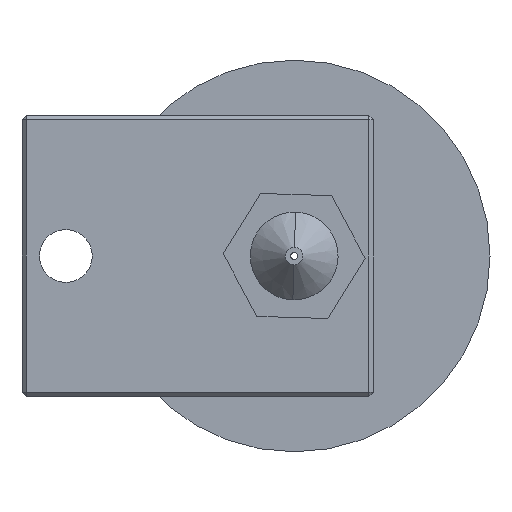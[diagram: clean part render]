
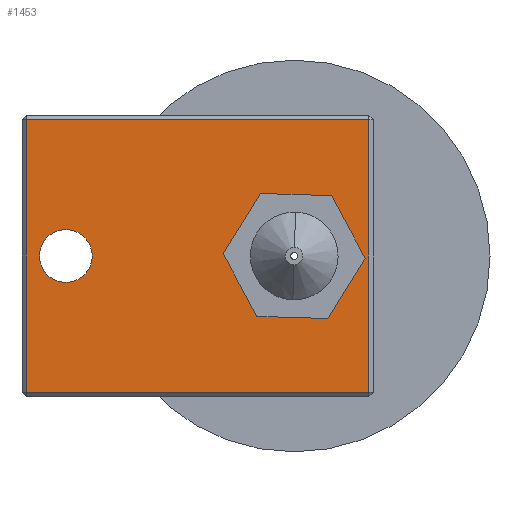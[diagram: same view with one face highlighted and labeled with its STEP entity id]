
A CAD part, front view. The second image highlights one B-rep face of the part: STEP entity #1453.
In plain terms, the highlighted planar face has unit normal (0, -1, 0).
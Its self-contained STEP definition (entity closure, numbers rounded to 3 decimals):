
#2 = DIRECTION ( 'NONE',  ( 0., 1., 0. ) ) ;
#10 = CARTESIAN_POINT ( 'NONE',  ( 9.75, 0., -7.75 ) ) ;
#12 = DIRECTION ( 'NONE',  ( 1., 0., 0. ) ) ;
#40 = DIRECTION ( 'NONE',  ( 0., 0., 1. ) ) ;
#66 = EDGE_CURVE ( 'NONE', #142, #3919, #4310, .T. ) ;
#142 = VERTEX_POINT ( 'NONE', #2445 ) ;
#345 = ORIENTED_EDGE ( 'NONE', *, *, #1789, .T. ) ;
#380 = FACE_OUTER_BOUND ( 'NONE', #1186, .T. ) ;
#430 = CARTESIAN_POINT ( 'NONE',  ( 9.75, 0., 7.75 ) ) ;
#615 = DIRECTION ( 'NONE',  ( 0., 1., 0. ) ) ;
#647 = EDGE_CURVE ( 'NONE', #3050, #3492, #4769, .T. ) ;
#649 = CARTESIAN_POINT ( 'NONE',  ( 0., 0., 0. ) ) ;
#763 = VERTEX_POINT ( 'NONE', #3825 ) ;
#1002 = CARTESIAN_POINT ( 'NONE',  ( 5.5, 0., 0. ) ) ;
#1003 = ORIENTED_EDGE ( 'NONE', *, *, #66, .T. ) ;
#1033 = PLANE ( 'NONE',  #4099 ) ;
#1131 = DIRECTION ( 'NONE',  ( 0., 0., 1. ) ) ;
#1137 = ORIENTED_EDGE ( 'NONE', *, *, #647, .T. ) ;
#1186 = EDGE_LOOP ( 'NONE', ( #1137, #1495, #4349, #4130 ) ) ;
#1238 = VECTOR ( 'NONE', #2314, 1000. ) ;
#1253 = CARTESIAN_POINT ( 'NONE',  ( 0., 0., -7.75 ) ) ;
#1308 = CARTESIAN_POINT ( 'NONE',  ( -9.75, 0., 0. ) ) ;
#1453 = ADVANCED_FACE ( 'NONE', ( #380, #3226, #4558 ), #1033, .F. ) ;
#1495 = ORIENTED_EDGE ( 'NONE', *, *, #3735, .T. ) ;
#1552 = DIRECTION ( 'NONE',  ( 0., 1., 0. ) ) ;
#1556 = CARTESIAN_POINT ( 'NONE',  ( -7.5, 0., 0. ) ) ;
#1658 = CARTESIAN_POINT ( 'NONE',  ( 5.5, 0., 0. ) ) ;
#1789 = EDGE_CURVE ( 'NONE', #5112, #3234, #3468, .T. ) ;
#2008 = CARTESIAN_POINT ( 'NONE',  ( -7.5, 0., 0. ) ) ;
#2021 = CARTESIAN_POINT ( 'NONE',  ( 5.5, 0., 3. ) ) ;
#2234 = CARTESIAN_POINT ( 'NONE',  ( -7.5, 0., 1.5 ) ) ;
#2314 = DIRECTION ( 'NONE',  ( 0., 0., 1. ) ) ;
#2356 = EDGE_CURVE ( 'NONE', #763, #3050, #4223, .T. ) ;
#2360 = ORIENTED_EDGE ( 'NONE', *, *, #5000, .T. ) ;
#2409 = CIRCLE ( 'NONE', #3901, 1.5 ) ;
#2445 = CARTESIAN_POINT ( 'NONE',  ( 5.5, 0., -3. ) ) ;
#2499 = EDGE_LOOP ( 'NONE', ( #4727, #1003 ) ) ;
#2626 = VECTOR ( 'NONE', #4664, 1000. ) ;
#2661 = DIRECTION ( 'NONE',  ( 0., 1., 0. ) ) ;
#2700 = CARTESIAN_POINT ( 'NONE',  ( -9.75, 0., -7.75 ) ) ;
#2709 = DIRECTION ( 'NONE',  ( 0., 0., 1. ) ) ;
#2743 = DIRECTION ( 'NONE',  ( 0., 0., 1. ) ) ;
#2867 = EDGE_LOOP ( 'NONE', ( #2360, #345 ) ) ;
#2943 = AXIS2_PLACEMENT_3D ( 'NONE', #1658, #2, #40 ) ;
#2998 = CIRCLE ( 'NONE', #4112, 3. ) ;
#3050 = VERTEX_POINT ( 'NONE', #2700 ) ;
#3168 = VECTOR ( 'NONE', #12, 1000. ) ;
#3226 = FACE_BOUND ( 'NONE', #2499, .T. ) ;
#3234 = VERTEX_POINT ( 'NONE', #2234 ) ;
#3468 = CIRCLE ( 'NONE', #3959, 1.5 ) ;
#3492 = VERTEX_POINT ( 'NONE', #10 ) ;
#3543 = DIRECTION ( 'NONE',  ( -1., 0., 0. ) ) ;
#3555 = DIRECTION ( 'NONE',  ( 0., 0., 1. ) ) ;
#3735 = EDGE_CURVE ( 'NONE', #3492, #4057, #4404, .T. ) ;
#3774 = EDGE_CURVE ( 'NONE', #4057, #763, #4659, .T. ) ;
#3825 = CARTESIAN_POINT ( 'NONE',  ( -9.75, 0., 7.75 ) ) ;
#3901 = AXIS2_PLACEMENT_3D ( 'NONE', #1556, #4430, #2743 ) ;
#3919 = VERTEX_POINT ( 'NONE', #2021 ) ;
#3959 = AXIS2_PLACEMENT_3D ( 'NONE', #2008, #1552, #1131 ) ;
#4057 = VERTEX_POINT ( 'NONE', #430 ) ;
#4099 = AXIS2_PLACEMENT_3D ( 'NONE', #649, #615, #3555 ) ;
#4112 = AXIS2_PLACEMENT_3D ( 'NONE', #1002, #2661, #2709 ) ;
#4130 = ORIENTED_EDGE ( 'NONE', *, *, #2356, .T. ) ;
#4220 = EDGE_CURVE ( 'NONE', #3919, #142, #2998, .T. ) ;
#4223 = LINE ( 'NONE', #1308, #2626 ) ;
#4310 = CIRCLE ( 'NONE', #2943, 3. ) ;
#4349 = ORIENTED_EDGE ( 'NONE', *, *, #3774, .T. ) ;
#4404 = LINE ( 'NONE', #4768, #1238 ) ;
#4430 = DIRECTION ( 'NONE',  ( 0., 1., 0. ) ) ;
#4558 = FACE_BOUND ( 'NONE', #2867, .T. ) ;
#4659 = LINE ( 'NONE', #4811, #4927 ) ;
#4664 = DIRECTION ( 'NONE',  ( 0., 0., -1. ) ) ;
#4727 = ORIENTED_EDGE ( 'NONE', *, *, #4220, .T. ) ;
#4768 = CARTESIAN_POINT ( 'NONE',  ( 9.75, 0., 0. ) ) ;
#4769 = LINE ( 'NONE', #1253, #3168 ) ;
#4811 = CARTESIAN_POINT ( 'NONE',  ( 0., 0., 7.75 ) ) ;
#4901 = CARTESIAN_POINT ( 'NONE',  ( -7.5, 0., -1.5 ) ) ;
#4927 = VECTOR ( 'NONE', #3543, 1000. ) ;
#5000 = EDGE_CURVE ( 'NONE', #3234, #5112, #2409, .T. ) ;
#5112 = VERTEX_POINT ( 'NONE', #4901 ) ;
